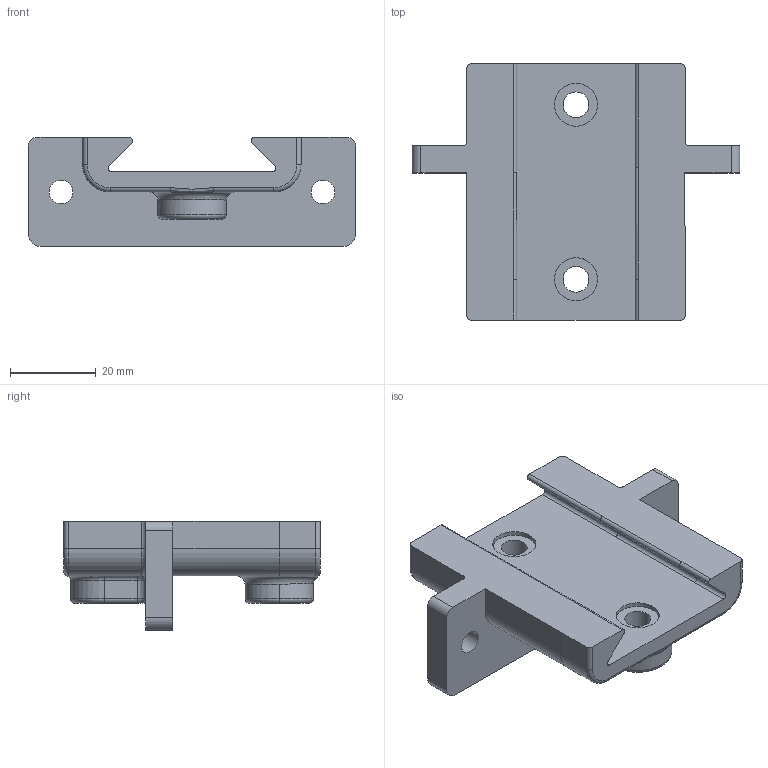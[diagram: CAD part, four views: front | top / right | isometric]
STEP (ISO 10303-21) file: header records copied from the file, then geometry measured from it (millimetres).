
FILE_DESCRIPTION(/* description */ (''),/* implementation_level */ '2;1');
FILE_NAME(/* name */ 'Chin Rest V2 v2.step',/* time_stamp */ '2023-11-04T17:07:12+02:00',/* author */ (''),/* organization */ (''),/* preprocessor_version */ 'ST-DEVELOPER v20',/* originating_system */ 'Autodesk Translation Framework v12.14.0.127',/* authorisation */ '');
FILE_SCHEMA (('AUTOMOTIVE_DESIGN { 1 0 10303 214 3 1 1 }'));
Length unit declared in the file: millimetre
Products named in the file (2): Chin Rest V2; Chin Rest Guide_Component4 v1
Assembly tree (1 placements, depth 2):
  Chin Rest V2
    Chin Rest Guide_Component4 v1
Bounding box: 76.2 x 59.69 x 25.4 mm (x, y, z)
Volume: 31796.5 mm3; surface area: 13657.5 mm2
Topology: 1 solids, 1 shells, 101 faces, 256 edges, 159 vertices
Faces by surface type: cylinder 51, plane 33, torus 13, bspline 4
Full cylindrical faces by diameter (mm): 5.499 x2, 5.969 x1, 10.025 x1
Entity records: 3373 total; most frequent: CARTESIAN_POINT 791, DIRECTION 560, ORIENTED_EDGE 512, EDGE_CURVE 256, AXIS2_PLACEMENT_3D 213, VERTEX_POINT 159, LINE 134, VECTOR 134
